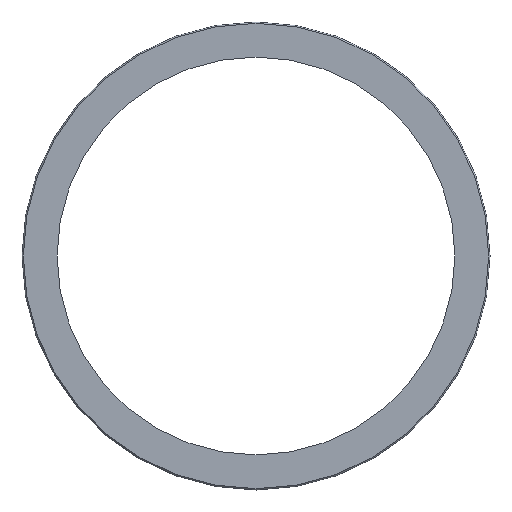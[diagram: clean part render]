
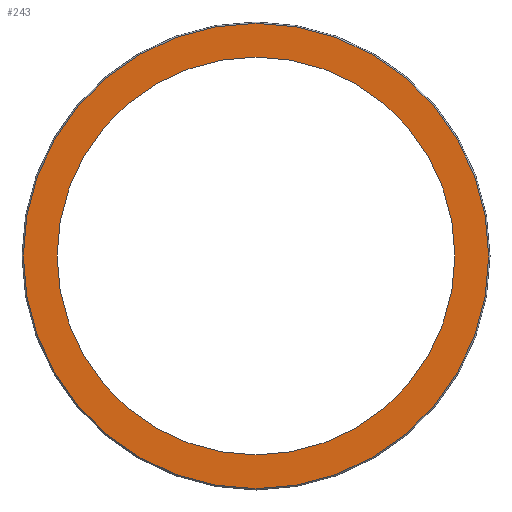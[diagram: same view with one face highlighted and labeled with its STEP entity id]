
A CAD part, left-side view. The second image highlights one B-rep face of the part: STEP entity #243.
In plain terms, the highlighted planar face has unit normal (-1, 0, 0).
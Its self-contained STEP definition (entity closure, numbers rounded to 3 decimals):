
#16=FACE_BOUND('',#49,.T.);
#21=PLANE('',#282);
#34=FACE_OUTER_BOUND('',#48,.T.);
#48=EDGE_LOOP('',(#180));
#49=EDGE_LOOP('',(#181,#182));
#81=CIRCLE('',#276,89.5);
#86=CIRCLE('',#283,76.5);
#87=CIRCLE('',#284,76.5);
#108=VERTEX_POINT('',#410);
#113=VERTEX_POINT('',#424);
#114=VERTEX_POINT('',#425);
#134=EDGE_CURVE('',#108,#108,#81,.T.);
#141=EDGE_CURVE('',#113,#114,#86,.T.);
#142=EDGE_CURVE('',#114,#113,#87,.T.);
#180=ORIENTED_EDGE('',*,*,#134,.F.);
#181=ORIENTED_EDGE('',*,*,#141,.F.);
#182=ORIENTED_EDGE('',*,*,#142,.F.);
#243=ADVANCED_FACE('',(#34,#16),#21,.T.);
#276=AXIS2_PLACEMENT_3D('',#411,#320,#321);
#282=AXIS2_PLACEMENT_3D('',#423,#334,#335);
#283=AXIS2_PLACEMENT_3D('',#426,#336,#337);
#284=AXIS2_PLACEMENT_3D('',#427,#338,#339);
#320=DIRECTION('center_axis',(1.,0.,0.));
#321=DIRECTION('ref_axis',(0.,0.,-1.));
#334=DIRECTION('center_axis',(-1.,0.,0.));
#335=DIRECTION('ref_axis',(0.,0.,1.));
#336=DIRECTION('center_axis',(-1.,0.,0.));
#337=DIRECTION('ref_axis',(0.,0.,1.));
#338=DIRECTION('center_axis',(-1.,0.,0.));
#339=DIRECTION('ref_axis',(0.,0.,1.));
#410=CARTESIAN_POINT('',(-12.,0.,89.5));
#411=CARTESIAN_POINT('Origin',(-12.,0.,0.));
#423=CARTESIAN_POINT('Origin',(-12.,0.,76.5));
#424=CARTESIAN_POINT('',(-12.,0.,76.5));
#425=CARTESIAN_POINT('',(-12.,0.,-76.5));
#426=CARTESIAN_POINT('Origin',(-12.,0.,0.));
#427=CARTESIAN_POINT('Origin',(-12.,0.,0.));
